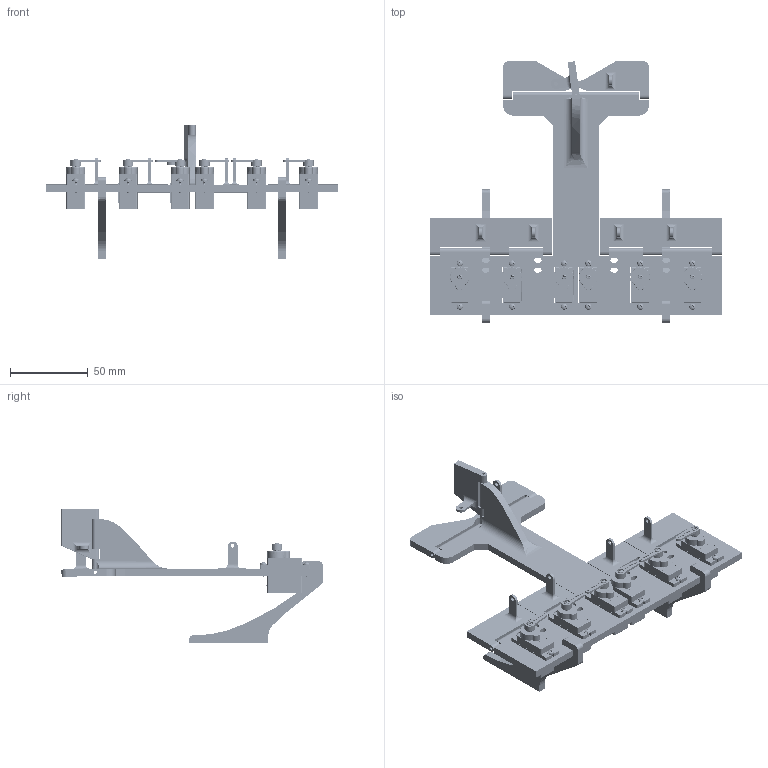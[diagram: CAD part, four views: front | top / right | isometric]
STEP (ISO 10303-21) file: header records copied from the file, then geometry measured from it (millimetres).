
FILE_DESCRIPTION(/* description */ ('Alibre Inc.'),/* implementation_level */ '2;1');
FILE_NAME(/* name */ 'export-D015267F-41FD-4979-A513-22691CD5BAF1',/* time_stamp */ '2024-01-12T15:31:37-06:00',/* author */ (''),/* organization */ (''),/* preprocessor_version */ 'ST-DEVELOPER v17',/* originating_system */ 'Alibre',/* authorisation */ '');
FILE_SCHEMA (('CONFIG_CONTROL_DESIGN'));
Length unit declared in the file: centimetre
Products named in the file (27): SG90 - Micro Servo 9g - Tower Pro.5_BS EN ISO 7045 - M2 x 8 - Z - 8S; SG90 - Micro Servo 9g - Tower Pro.6_BS EN ISO 7045 - M2 x 4 - Z - 4S; SG90 - Micro Servo 9g - Tower Pro.1_Pe‡a; SG90 - Micro Servo 9g - Tower Pro; SG90 - Micro Servo 9g - Tower Pro.2_Pe‡a
Bounding box: 187.07 x 167.9 x 85.74 mm (x, y, z)
Volume: 128601.8 mm3; surface area: 85378.2 mm2
Topology: 111 solids, 111 shells, 7501 faces, 23399 edges, 16816 vertices
Faces by surface type: plane 3876, cylinder 2011, cone 1146, torus 270, bspline 150, sphere 48
Full cylindrical faces by diameter (mm): 2 x21, 2.032 x12, 2.54 x6
Entity records: 58221 total; most frequent: CARTESIAN_POINT 17805, ORIENTED_EDGE 8402, DIRECTION 6585, EDGE_CURVE 4201, VERTEX_POINT 3036, AXIS2_PLACEMENT_3D 2480, VECTOR 2440, LINE 2440
